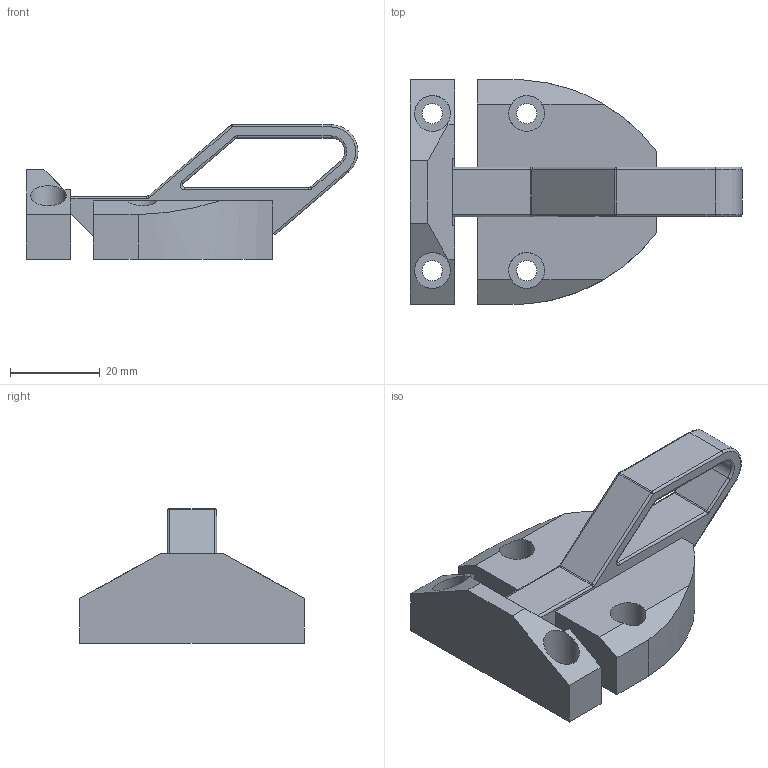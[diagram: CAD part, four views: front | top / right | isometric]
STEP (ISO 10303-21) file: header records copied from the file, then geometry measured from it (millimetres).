
FILE_DESCRIPTION(/* description */ ('Translator using VaultInventorServer'),/* implementation_level */ '2;1');
FILE_NAME(/* name */ '30.123.00_A.stp',/* time_stamp */ '2022-02-03T09:19:56+01:00',/* author */ (''),/* organization */ (''),/* preprocessor_version */ 'ST-DEVELOPER v17.2',/* originating_system */ 'Autodesk Inventor 2019',/* authorisation */ '');
FILE_SCHEMA (('AUTOMOTIVE_DESIGN { 1 0 10303 214 3 1 1 }'));
Length unit declared in the file: millimetre
Products named in the file (1): 30.123.00
Bounding box: 74 x 50 x 30 mm (x, y, z)
Volume: 29935.8 mm3; surface area: 13073.6 mm2
Topology: 3 solids, 3 shells, 92 faces, 236 edges, 150 vertices
Faces by surface type: plane 43, cylinder 35, torus 12, sphere 2
Full cylindrical faces by diameter (mm): 4.5 x4, 8 x4
Entity records: 2853 total; most frequent: DIRECTION 520, CARTESIAN_POINT 477, ORIENTED_EDGE 468, EDGE_CURVE 234, AXIS2_PLACEMENT_3D 193, VERTEX_POINT 150, LINE 134, VECTOR 134
